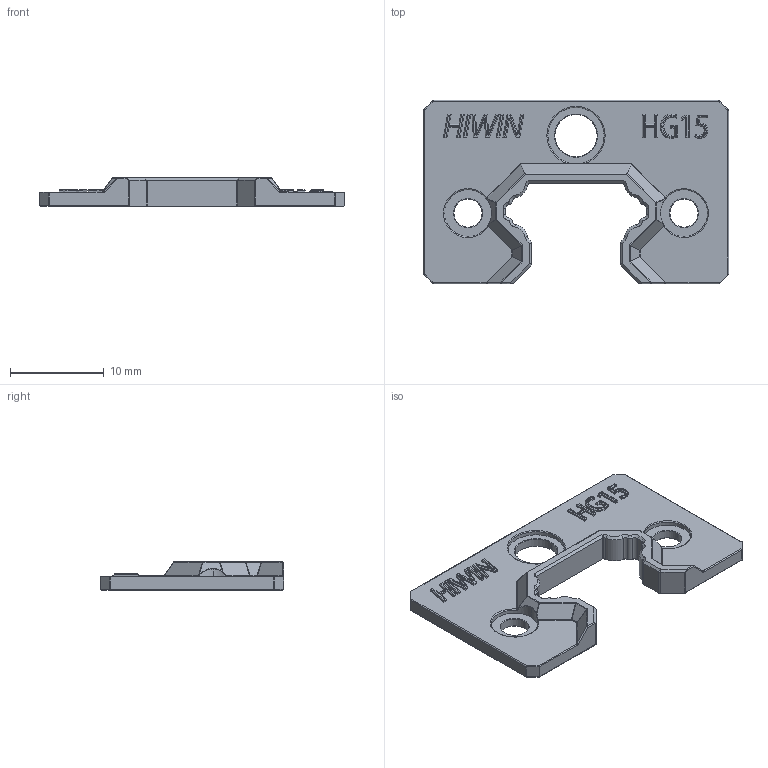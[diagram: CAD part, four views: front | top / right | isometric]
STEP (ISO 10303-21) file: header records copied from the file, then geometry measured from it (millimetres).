
FILE_DESCRIPTION (( 'STEP AP214' ), '1' );
FILE_NAME ('HGx15CA Seal.STEP', '2018-04-02T05:40:50', ( '' ), ( '' ), 'SwSTEP 2.0', 'SolidWorks 2017', '' );
FILE_SCHEMA (( 'AUTOMOTIVE_DESIGN' ));
Length unit declared in the file: millimetre
Products named in the file (1): HGx15CA Seal
Bounding box: 32.5 x 19.5 x 3 mm (x, y, z)
Volume: 795.3 mm3; surface area: 1305.4 mm2
Topology: 1 solids, 1 shells, 468 faces, 1108 edges, 643 vertices
Faces by surface type: cylinder 179, plane 137, bspline 77, cone 36, sphere 33, torus 6
Entity records: 15956 total; most frequent: CARTESIAN_POINT 5774, ORIENTED_EDGE 2200, DIRECTION 1891, EDGE_CURVE 1100, AXIS2_PLACEMENT_3D 646, VERTEX_POINT 643, VECTOR 599, LINE 599
